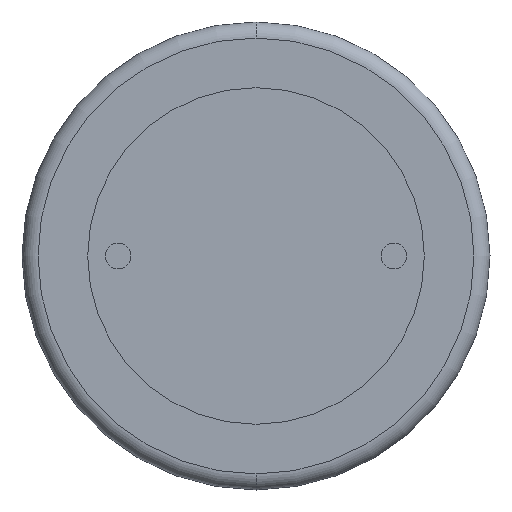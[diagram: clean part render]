
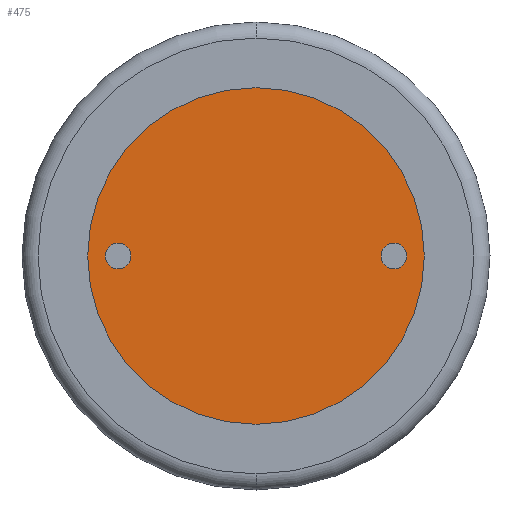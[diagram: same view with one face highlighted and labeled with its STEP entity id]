
A CAD part, front view. The second image highlights one B-rep face of the part: STEP entity #475.
In plain terms, the highlighted planar face has unit normal (0, -1, 0).
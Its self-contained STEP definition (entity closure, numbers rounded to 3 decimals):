
#9 = DIRECTION ( 'NONE',  ( 0., -1., 0. ) ) ;
#12 = EDGE_CURVE ( 'NONE', #437, #913, #745, .T. ) ;
#65 = CARTESIAN_POINT ( 'NONE',  ( -4.3, -7., 0. ) ) ;
#66 = CARTESIAN_POINT ( 'NONE',  ( 0., -7., 5.25 ) ) ;
#88 = EDGE_LOOP ( 'NONE', ( #496, #782 ) ) ;
#98 = VERTEX_POINT ( 'NONE', #636 ) ;
#107 = VERTEX_POINT ( 'NONE', #273 ) ;
#108 = CIRCLE ( 'NONE', #761, 0.4 ) ;
#118 = DIRECTION ( 'NONE',  ( 0., 0., 1. ) ) ;
#120 = EDGE_LOOP ( 'NONE', ( #416, #132 ) ) ;
#132 = ORIENTED_EDGE ( 'NONE', *, *, #921, .F. ) ;
#165 = DIRECTION ( 'NONE',  ( 0., -1., 0. ) ) ;
#258 = DIRECTION ( 'NONE',  ( 0., 0., 1. ) ) ;
#261 = CARTESIAN_POINT ( 'NONE',  ( 0., -7., 0. ) ) ;
#268 = AXIS2_PLACEMENT_3D ( 'NONE', #261, #625, #258 ) ;
#273 = CARTESIAN_POINT ( 'NONE',  ( 0., -7., -5.25 ) ) ;
#274 = EDGE_LOOP ( 'NONE', ( #633, #462 ) ) ;
#279 = DIRECTION ( 'NONE',  ( 0., 0., -1. ) ) ;
#292 = EDGE_CURVE ( 'NONE', #379, #107, #914, .T. ) ;
#306 = CARTESIAN_POINT ( 'NONE',  ( -4.3, -7., -0.4 ) ) ;
#316 = AXIS2_PLACEMENT_3D ( 'NONE', #65, #939, #279 ) ;
#324 = EDGE_CURVE ( 'NONE', #913, #437, #108, .T. ) ;
#325 = DIRECTION ( 'NONE',  ( 0., 1., 0. ) ) ;
#378 = CIRCLE ( 'NONE', #316, 0.4 ) ;
#379 = VERTEX_POINT ( 'NONE', #66 ) ;
#387 = FACE_OUTER_BOUND ( 'NONE', #88, .T. ) ;
#416 = ORIENTED_EDGE ( 'NONE', *, *, #864, .F. ) ;
#437 = VERTEX_POINT ( 'NONE', #603 ) ;
#442 = AXIS2_PLACEMENT_3D ( 'NONE', #630, #325, #118 ) ;
#447 = DIRECTION ( 'NONE',  ( 0., 0., 1. ) ) ;
#449 = VERTEX_POINT ( 'NONE', #306 ) ;
#450 = FACE_BOUND ( 'NONE', #274, .T. ) ;
#462 = ORIENTED_EDGE ( 'NONE', *, *, #12, .F. ) ;
#475 = ADVANCED_FACE ( 'NONE', ( #450, #593, #387 ), #815, .T. ) ;
#496 = ORIENTED_EDGE ( 'NONE', *, *, #292, .F. ) ;
#586 = DIRECTION ( 'NONE',  ( 0., 0., -1. ) ) ;
#593 = FACE_BOUND ( 'NONE', #120, .T. ) ;
#603 = CARTESIAN_POINT ( 'NONE',  ( 4.3, -7., -0.4 ) ) ;
#608 = DIRECTION ( 'NONE',  ( 0., 0., -1. ) ) ;
#625 = DIRECTION ( 'NONE',  ( 0., 1., 0. ) ) ;
#630 = CARTESIAN_POINT ( 'NONE',  ( 0., -7., 0. ) ) ;
#631 = CARTESIAN_POINT ( 'NONE',  ( 4.3, -7., 0. ) ) ;
#633 = ORIENTED_EDGE ( 'NONE', *, *, #324, .F. ) ;
#636 = CARTESIAN_POINT ( 'NONE',  ( -4.3, -7., 0.4 ) ) ;
#655 = CARTESIAN_POINT ( 'NONE',  ( 4.3, -7., 0. ) ) ;
#661 = CARTESIAN_POINT ( 'NONE',  ( -4.3, -7., 0. ) ) ;
#704 = CIRCLE ( 'NONE', #932, 0.4 ) ;
#706 = DIRECTION ( 'NONE',  ( 0., 0., 1. ) ) ;
#712 = DIRECTION ( 'NONE',  ( 0., -1., 0. ) ) ;
#745 = CIRCLE ( 'NONE', #925, 0.4 ) ;
#760 = CARTESIAN_POINT ( 'NONE',  ( 0., -7., 5.25 ) ) ;
#761 = AXIS2_PLACEMENT_3D ( 'NONE', #631, #712, #706 ) ;
#782 = ORIENTED_EDGE ( 'NONE', *, *, #809, .F. ) ;
#809 = EDGE_CURVE ( 'NONE', #107, #379, #857, .T. ) ;
#815 = PLANE ( 'NONE',  #902 ) ;
#857 = CIRCLE ( 'NONE', #442, 5.25 ) ;
#864 = EDGE_CURVE ( 'NONE', #98, #449, #704, .T. ) ;
#865 = CARTESIAN_POINT ( 'NONE',  ( 4.3, -7., 0.4 ) ) ;
#886 = DIRECTION ( 'NONE',  ( 0., -1., 0. ) ) ;
#902 = AXIS2_PLACEMENT_3D ( 'NONE', #760, #165, #608 ) ;
#913 = VERTEX_POINT ( 'NONE', #865 ) ;
#914 = CIRCLE ( 'NONE', #268, 5.25 ) ;
#921 = EDGE_CURVE ( 'NONE', #449, #98, #378, .T. ) ;
#925 = AXIS2_PLACEMENT_3D ( 'NONE', #655, #886, #447 ) ;
#932 = AXIS2_PLACEMENT_3D ( 'NONE', #661, #9, #586 ) ;
#939 = DIRECTION ( 'NONE',  ( 0., -1., 0. ) ) ;
